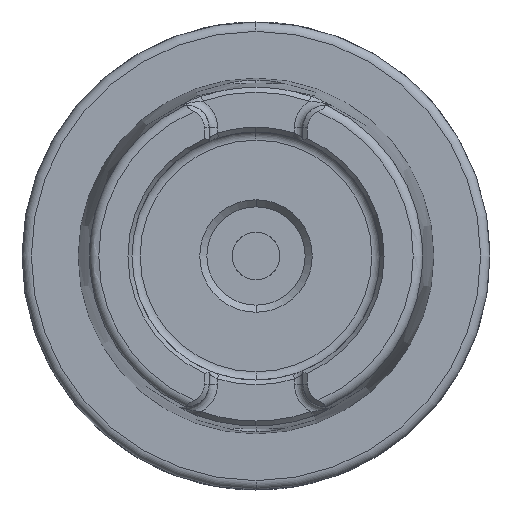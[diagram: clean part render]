
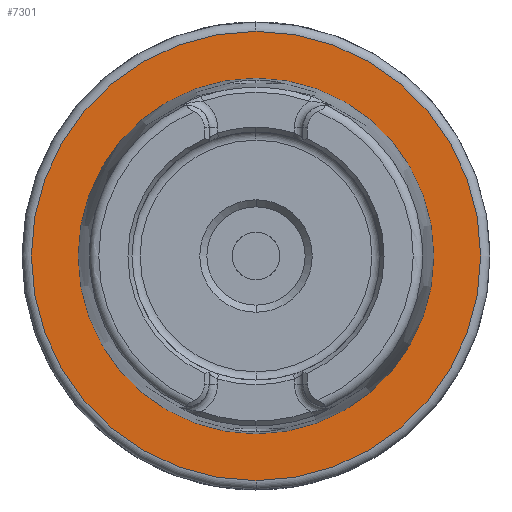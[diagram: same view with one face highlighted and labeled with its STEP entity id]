
A CAD part, left-side view. The second image highlights one B-rep face of the part: STEP entity #7301.
In plain terms, the highlighted planar face has unit normal (-1, 0, 0).
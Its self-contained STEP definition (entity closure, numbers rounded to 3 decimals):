
#3191 = DIRECTION ( 'NONE',  ( 0., 0., -1. ) ) ;
#3192 = DIRECTION ( 'NONE',  ( 1., 0., 0. ) ) ;
#3193 = CARTESIAN_POINT ( 'NONE',  ( 0., 0., 0. ) ) ;
#3194 = AXIS2_PLACEMENT_3D ( 'NONE', #3193, #3192, #3191 ) ;
#3195 = CIRCLE ( 'NONE', #3194, 38.007 ) ;
#3339 = DIRECTION ( 'NONE',  ( 0., 0., 1. ) ) ;
#3340 = DIRECTION ( 'NONE',  ( -1., 0., 0. ) ) ;
#3341 = CARTESIAN_POINT ( 'NONE',  ( 0., 38.007, 0. ) ) ;
#3348 = FACE_BOUND ( 'NONE', #7302, .T. ) ;
#3465 = AXIS2_PLACEMENT_3D ( 'NONE', #3341, #3340, #3339 ) ;
#3467 = PLANE ( 'NONE',  #3465 ) ;
#3468 = FACE_OUTER_BOUND ( 'NONE', #7434, .T. ) ;
#6701 = VERTEX_POINT ( 'NONE', #10784 ) ;
#6702 = VERTEX_POINT ( 'NONE', #10783 ) ;
#6716 = EDGE_CURVE ( 'NONE', #6717, #6868, #10804, .T. ) ;
#6717 = VERTEX_POINT ( 'NONE', #10799 ) ;
#6868 = VERTEX_POINT ( 'NONE', #11308 ) ;
#6922 = EDGE_CURVE ( 'NONE', #6701, #6702, #11539, .T. ) ;
#7173 = EDGE_CURVE ( 'NONE', #6868, #6717, #3195, .T. ) ;
#7301 = ADVANCED_FACE ( 'NONE', ( #3348, #3468 ), #3467, .T. ) ;
#7302 = EDGE_LOOP ( 'NONE', ( #7303, #7304 ) ) ;
#7303 = ORIENTED_EDGE ( 'NONE', *, *, #6716, .T. ) ;
#7304 = ORIENTED_EDGE ( 'NONE', *, *, #7173, .T. ) ;
#7434 = EDGE_LOOP ( 'NONE', ( #7435, #7436 ) ) ;
#7435 = ORIENTED_EDGE ( 'NONE', *, *, #6922, .F. ) ;
#7436 = ORIENTED_EDGE ( 'NONE', *, *, #7437, .F. ) ;
#7437 = EDGE_CURVE ( 'NONE', #6702, #6701, #12230, .T. ) ;
#10783 = CARTESIAN_POINT ( 'NONE',  ( 0., 0., 48. ) ) ;
#10784 = CARTESIAN_POINT ( 'NONE',  ( 0., 0., -48. ) ) ;
#10799 = CARTESIAN_POINT ( 'NONE',  ( 0., 0., -38.007 ) ) ;
#10800 = DIRECTION ( 'NONE',  ( 0., 0., -1. ) ) ;
#10801 = DIRECTION ( 'NONE',  ( 1., 0., 0. ) ) ;
#10802 = CARTESIAN_POINT ( 'NONE',  ( 0., 0., 0. ) ) ;
#10803 = AXIS2_PLACEMENT_3D ( 'NONE', #10802, #10801, #10800 ) ;
#10804 = CIRCLE ( 'NONE', #10803, 38.007 ) ;
#11308 = CARTESIAN_POINT ( 'NONE',  ( 0., 0., 38.007 ) ) ;
#11539 = CIRCLE ( 'NONE', #11542, 48. ) ;
#11542 = AXIS2_PLACEMENT_3D ( 'NONE', #11550, #11549, #11548 ) ;
#11548 = DIRECTION ( 'NONE',  ( 0., 0., -1. ) ) ;
#11549 = DIRECTION ( 'NONE',  ( 1., 0., 0. ) ) ;
#11550 = CARTESIAN_POINT ( 'NONE',  ( 0., 0., 0. ) ) ;
#12227 = DIRECTION ( 'NONE',  ( 1., 0., 0. ) ) ;
#12228 = CARTESIAN_POINT ( 'NONE',  ( 0., 0., 0. ) ) ;
#12229 = AXIS2_PLACEMENT_3D ( 'NONE', #12228, #12227, #12257 ) ;
#12230 = CIRCLE ( 'NONE', #12229, 48. ) ;
#12257 = DIRECTION ( 'NONE',  ( 0., 0., -1. ) ) ;
